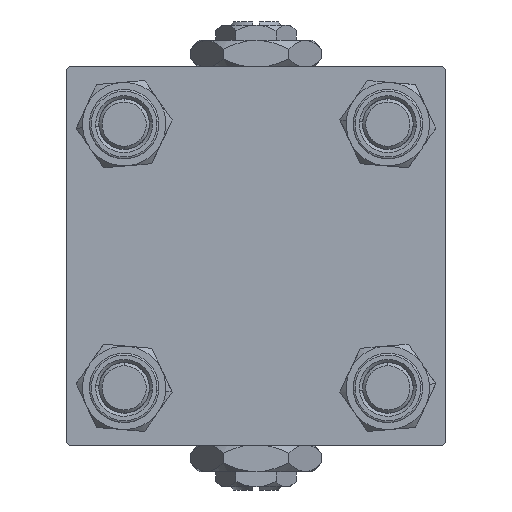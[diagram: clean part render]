
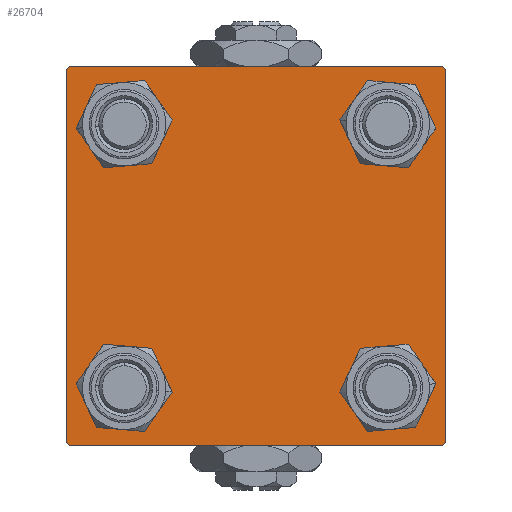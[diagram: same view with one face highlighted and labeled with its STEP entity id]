
A CAD part, left-side view. The second image highlights one B-rep face of the part: STEP entity #26704.
In plain terms, the highlighted planar face has unit normal (-1, 0, 0).
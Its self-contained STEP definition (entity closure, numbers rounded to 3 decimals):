
#954 = FACE_BOUND ( 'NONE', #1472, .T. ) ;
#1472 = EDGE_LOOP ( 'NONE', ( #2880, #58811 ) ) ;
#1542 = AXIS2_PLACEMENT_3D ( 'NONE', #23193, #35993, #27067 ) ;
#1576 = DIRECTION ( 'NONE',  ( 0., -0.707, -0.707 ) ) ;
#2550 = EDGE_CURVE ( 'NONE', #36774, #18337, #4620, .T. ) ;
#2880 = ORIENTED_EDGE ( 'NONE', *, *, #11648, .T. ) ;
#2919 = VECTOR ( 'NONE', #1576, 1000. ) ;
#2926 = AXIS2_PLACEMENT_3D ( 'NONE', #36980, #23299, #35384 ) ;
#2933 = CARTESIAN_POINT ( 'NONE',  ( 0., -30., 29.5 ) ) ;
#3404 = CARTESIAN_POINT ( 'NONE',  ( 0., 20.85, -25.35 ) ) ;
#3652 = VECTOR ( 'NONE', #46986, 1000. ) ;
#4122 = ORIENTED_EDGE ( 'NONE', *, *, #13650, .F. ) ;
#4565 = DIRECTION ( 'NONE',  ( 0., 0., 1. ) ) ;
#4620 = CIRCLE ( 'NONE', #37904, 4.5 ) ;
#4632 = CARTESIAN_POINT ( 'NONE',  ( 0., -20.85, -20.85 ) ) ;
#5392 = CARTESIAN_POINT ( 'NONE',  ( 0., 30., -29.5 ) ) ;
#5422 = FACE_OUTER_BOUND ( 'NONE', #35071, .T. ) ;
#6451 = VERTEX_POINT ( 'NONE', #5392 ) ;
#6689 = EDGE_CURVE ( 'NONE', #21056, #44680, #22603, .T. ) ;
#6766 = CIRCLE ( 'NONE', #2926, 4.5 ) ;
#7560 = DIRECTION ( 'NONE',  ( 0., -0.707, 0.707 ) ) ;
#8037 = EDGE_LOOP ( 'NONE', ( #45718, #29345 ) ) ;
#8228 = ORIENTED_EDGE ( 'NONE', *, *, #39403, .F. ) ;
#9044 = DIRECTION ( 'NONE',  ( 1., 0., 0. ) ) ;
#10501 = CARTESIAN_POINT ( 'NONE',  ( 0., 0., 0. ) ) ;
#10706 = EDGE_CURVE ( 'NONE', #30910, #37553, #16504, .T. ) ;
#10970 = CARTESIAN_POINT ( 'NONE',  ( 0., -20.85, -20.85 ) ) ;
#11503 = CARTESIAN_POINT ( 'NONE',  ( 0., 30., 29.5 ) ) ;
#11648 = EDGE_CURVE ( 'NONE', #35519, #48496, #19987, .T. ) ;
#11707 = EDGE_CURVE ( 'NONE', #6451, #38946, #24505, .T. ) ;
#12915 = VERTEX_POINT ( 'NONE', #3404 ) ;
#13599 = DIRECTION ( 'NONE',  ( 0., 0., 1. ) ) ;
#13650 = EDGE_CURVE ( 'NONE', #45174, #44680, #44288, .T. ) ;
#13685 = CARTESIAN_POINT ( 'NONE',  ( 0., -29.75, 29.75 ) ) ;
#13834 = CIRCLE ( 'NONE', #48075, 4.5 ) ;
#14457 = VECTOR ( 'NONE', #43259, 1000. ) ;
#14649 = CARTESIAN_POINT ( 'NONE',  ( 0., -29.5, 30. ) ) ;
#15347 = DIRECTION ( 'NONE',  ( 0., 0., 1. ) ) ;
#16196 = VECTOR ( 'NONE', #32716, 1000. ) ;
#16504 = LINE ( 'NONE', #52538, #54230 ) ;
#17385 = CIRCLE ( 'NONE', #40192, 4.5 ) ;
#17585 = CARTESIAN_POINT ( 'NONE',  ( 0., 20.85, 20.85 ) ) ;
#17664 = ORIENTED_EDGE ( 'NONE', *, *, #49953, .T. ) ;
#17957 = CARTESIAN_POINT ( 'NONE',  ( 0., 29.75, 29.75 ) ) ;
#18176 = DIRECTION ( 'NONE',  ( 1., 0., 0. ) ) ;
#18337 = VERTEX_POINT ( 'NONE', #39759 ) ;
#18589 = CARTESIAN_POINT ( 'NONE',  ( 0., -30., 30. ) ) ;
#19987 = CIRCLE ( 'NONE', #53241, 4.5 ) ;
#20552 = VECTOR ( 'NONE', #49798, 1000. ) ;
#20607 = ORIENTED_EDGE ( 'NONE', *, *, #2550, .T. ) ;
#21056 = VERTEX_POINT ( 'NONE', #2933 ) ;
#21098 = DIRECTION ( 'NONE',  ( 0., -1., 0. ) ) ;
#21210 = CARTESIAN_POINT ( 'NONE',  ( 0., 20.85, 25.35 ) ) ;
#21776 = CARTESIAN_POINT ( 'NONE',  ( 0., 20.85, 20.85 ) ) ;
#21914 = CARTESIAN_POINT ( 'NONE',  ( 0., -20.85, 16.35 ) ) ;
#22441 = CARTESIAN_POINT ( 'NONE',  ( 0., -20.85, 25.35 ) ) ;
#22603 = LINE ( 'NONE', #13685, #16196 ) ;
#23193 = CARTESIAN_POINT ( 'NONE',  ( 0., 20.85, -20.85 ) ) ;
#23299 = DIRECTION ( 'NONE',  ( 1., 0., 0. ) ) ;
#23718 = CIRCLE ( 'NONE', #53215, 4.5 ) ;
#23757 = CARTESIAN_POINT ( 'NONE',  ( 0., -29.5, -30. ) ) ;
#23814 = VECTOR ( 'NONE', #41489, 1000. ) ;
#24482 = EDGE_CURVE ( 'NONE', #51332, #45900, #13834, .T. ) ;
#24505 = LINE ( 'NONE', #46825, #2919 ) ;
#25125 = CARTESIAN_POINT ( 'NONE',  ( 0., 30., 30. ) ) ;
#25228 = EDGE_CURVE ( 'NONE', #12915, #27241, #35750, .T. ) ;
#25479 = AXIS2_PLACEMENT_3D ( 'NONE', #4632, #36482, #54658 ) ;
#26257 = VERTEX_POINT ( 'NONE', #11503 ) ;
#26309 = CARTESIAN_POINT ( 'NONE',  ( 0., -20.85, -16.35 ) ) ;
#26500 = EDGE_CURVE ( 'NONE', #45174, #26257, #27175, .T. ) ;
#26704 = ADVANCED_FACE ( 'NONE', ( #954, #56040, #46200, #41443, #5422 ), #45905, .T. ) ;
#27067 = DIRECTION ( 'NONE',  ( 0., 0., 1. ) ) ;
#27175 = LINE ( 'NONE', #17957, #20552 ) ;
#27241 = VERTEX_POINT ( 'NONE', #31426 ) ;
#27377 = DIRECTION ( 'NONE',  ( 0., 0., 1. ) ) ;
#28948 = DIRECTION ( 'NONE',  ( -1., 0., 0. ) ) ;
#29098 = ORIENTED_EDGE ( 'NONE', *, *, #55806, .T. ) ;
#29345 = ORIENTED_EDGE ( 'NONE', *, *, #25228, .T. ) ;
#29416 = LINE ( 'NONE', #55635, #3652 ) ;
#30154 = EDGE_CURVE ( 'NONE', #45900, #51332, #45421, .T. ) ;
#30910 = VERTEX_POINT ( 'NONE', #23757 ) ;
#30913 = ORIENTED_EDGE ( 'NONE', *, *, #11707, .T. ) ;
#31426 = CARTESIAN_POINT ( 'NONE',  ( 0., 20.85, -16.35 ) ) ;
#31513 = EDGE_LOOP ( 'NONE', ( #20607, #17664 ) ) ;
#31596 = DIRECTION ( 'NONE',  ( 1., 0., 0. ) ) ;
#31632 = EDGE_CURVE ( 'NONE', #38946, #30910, #29416, .T. ) ;
#31681 = ORIENTED_EDGE ( 'NONE', *, *, #6689, .T. ) ;
#32261 = LINE ( 'NONE', #18589, #23814 ) ;
#32716 = DIRECTION ( 'NONE',  ( 0., 0.707, 0.707 ) ) ;
#33747 = LINE ( 'NONE', #25125, #14457 ) ;
#35071 = EDGE_LOOP ( 'NONE', ( #29098, #30913, #49500, #55555, #8228, #31681, #4122, #39354 ) ) ;
#35265 = VECTOR ( 'NONE', #21098, 1000. ) ;
#35384 = DIRECTION ( 'NONE',  ( 0., 0., 1. ) ) ;
#35519 = VERTEX_POINT ( 'NONE', #22441 ) ;
#35750 = CIRCLE ( 'NONE', #1542, 4.5 ) ;
#35993 = DIRECTION ( 'NONE',  ( 1., 0., 0. ) ) ;
#36357 = DIRECTION ( 'NONE',  ( 0., 0., 1. ) ) ;
#36384 = CARTESIAN_POINT ( 'NONE',  ( 0., -20.85, -25.35 ) ) ;
#36482 = DIRECTION ( 'NONE',  ( 1., 0., 0. ) ) ;
#36774 = VERTEX_POINT ( 'NONE', #21210 ) ;
#36980 = CARTESIAN_POINT ( 'NONE',  ( 0., -20.85, 20.85 ) ) ;
#37553 = VERTEX_POINT ( 'NONE', #56207 ) ;
#37904 = AXIS2_PLACEMENT_3D ( 'NONE', #17585, #18176, #27377 ) ;
#38946 = VERTEX_POINT ( 'NONE', #46092 ) ;
#39354 = ORIENTED_EDGE ( 'NONE', *, *, #26500, .T. ) ;
#39403 = EDGE_CURVE ( 'NONE', #21056, #37553, #32261, .T. ) ;
#39759 = CARTESIAN_POINT ( 'NONE',  ( 0., 20.85, 16.35 ) ) ;
#39915 = ORIENTED_EDGE ( 'NONE', *, *, #24482, .T. ) ;
#40182 = EDGE_CURVE ( 'NONE', #27241, #12915, #23718, .T. ) ;
#40192 = AXIS2_PLACEMENT_3D ( 'NONE', #21776, #31596, #36357 ) ;
#41443 = FACE_BOUND ( 'NONE', #31513, .T. ) ;
#41489 = DIRECTION ( 'NONE',  ( 0., 0., -1. ) ) ;
#42796 = DIRECTION ( 'NONE',  ( 1., 0., 0. ) ) ;
#43259 = DIRECTION ( 'NONE',  ( 0., 0., -1. ) ) ;
#43417 = CARTESIAN_POINT ( 'NONE',  ( 0., 30., 30. ) ) ;
#44288 = LINE ( 'NONE', #43417, #35265 ) ;
#44680 = VERTEX_POINT ( 'NONE', #14649 ) ;
#45076 = EDGE_CURVE ( 'NONE', #48496, #35519, #6766, .T. ) ;
#45174 = VERTEX_POINT ( 'NONE', #45471 ) ;
#45421 = CIRCLE ( 'NONE', #25479, 4.5 ) ;
#45471 = CARTESIAN_POINT ( 'NONE',  ( 0., 29.5, 30. ) ) ;
#45718 = ORIENTED_EDGE ( 'NONE', *, *, #40182, .T. ) ;
#45900 = VERTEX_POINT ( 'NONE', #26309 ) ;
#45905 = PLANE ( 'NONE',  #46243 ) ;
#46092 = CARTESIAN_POINT ( 'NONE',  ( 0., 29.5, -30. ) ) ;
#46200 = FACE_BOUND ( 'NONE', #8037, .T. ) ;
#46243 = AXIS2_PLACEMENT_3D ( 'NONE', #10501, #28948, #50678 ) ;
#46583 = CARTESIAN_POINT ( 'NONE',  ( 0., 20.85, -20.85 ) ) ;
#46825 = CARTESIAN_POINT ( 'NONE',  ( 0., 29.75, -29.75 ) ) ;
#46986 = DIRECTION ( 'NONE',  ( 0., -1., 0. ) ) ;
#48075 = AXIS2_PLACEMENT_3D ( 'NONE', #10970, #42796, #13599 ) ;
#48496 = VERTEX_POINT ( 'NONE', #21914 ) ;
#49500 = ORIENTED_EDGE ( 'NONE', *, *, #31632, .T. ) ;
#49798 = DIRECTION ( 'NONE',  ( 0., 0.707, -0.707 ) ) ;
#49823 = CARTESIAN_POINT ( 'NONE',  ( 0., -20.85, 20.85 ) ) ;
#49953 = EDGE_CURVE ( 'NONE', #18337, #36774, #17385, .T. ) ;
#50465 = DIRECTION ( 'NONE',  ( 1., 0., 0. ) ) ;
#50678 = DIRECTION ( 'NONE',  ( 0., 0., 1. ) ) ;
#51332 = VERTEX_POINT ( 'NONE', #36384 ) ;
#52538 = CARTESIAN_POINT ( 'NONE',  ( 0., -29.75, -29.75 ) ) ;
#53215 = AXIS2_PLACEMENT_3D ( 'NONE', #46583, #50465, #15347 ) ;
#53241 = AXIS2_PLACEMENT_3D ( 'NONE', #49823, #9044, #4565 ) ;
#54230 = VECTOR ( 'NONE', #7560, 1000. ) ;
#54509 = EDGE_LOOP ( 'NONE', ( #58256, #39915 ) ) ;
#54658 = DIRECTION ( 'NONE',  ( 0., 0., 1. ) ) ;
#55555 = ORIENTED_EDGE ( 'NONE', *, *, #10706, .T. ) ;
#55635 = CARTESIAN_POINT ( 'NONE',  ( 0., 30., -30. ) ) ;
#55806 = EDGE_CURVE ( 'NONE', #26257, #6451, #33747, .T. ) ;
#56040 = FACE_BOUND ( 'NONE', #54509, .T. ) ;
#56207 = CARTESIAN_POINT ( 'NONE',  ( 0., -30., -29.5 ) ) ;
#58256 = ORIENTED_EDGE ( 'NONE', *, *, #30154, .T. ) ;
#58811 = ORIENTED_EDGE ( 'NONE', *, *, #45076, .T. ) ;
